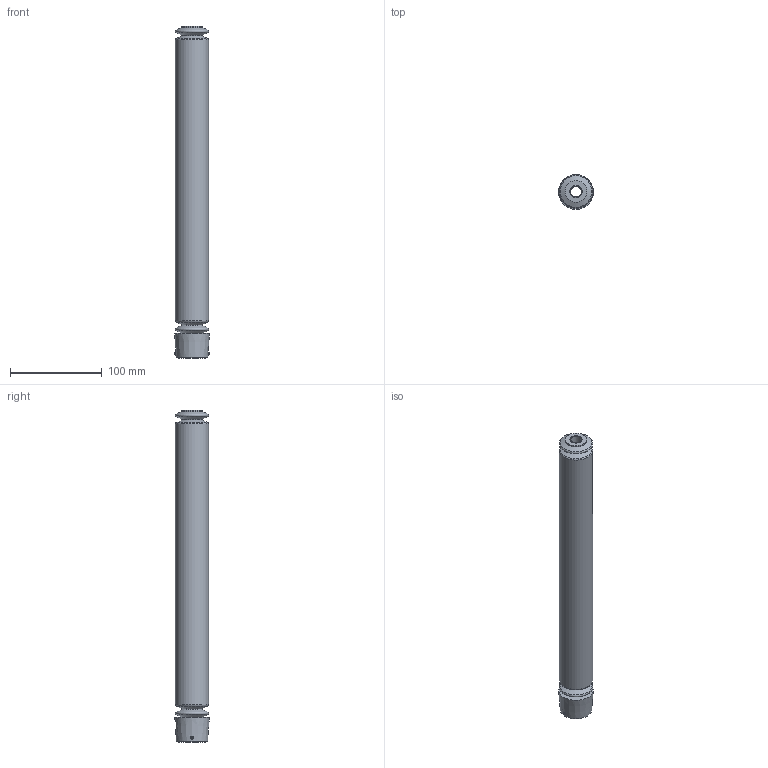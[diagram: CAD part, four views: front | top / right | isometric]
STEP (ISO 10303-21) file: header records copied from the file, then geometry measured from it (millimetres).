
FILE_DESCRIPTION(/* description */ ('STEP AP214'),/* implementation_level */ '2;1');
FILE_NAME(/* name */ '553281_DADB-V6-32-S301-350',/* time_stamp */ '2024-08-12T15:43:44+02:00',/* author */ ('License CC BY-ND 4.0'),/* organization */ ('CADENAS'),/* preprocessor_version */ 'ST-DEVELOPER v19.3',/* originating_system */ 'PARTsolutions',/* authorisation */ ' ');
FILE_SCHEMA (('AUTOMOTIVE_DESIGN {1 0 10303 214 3 1 1}'));
Length unit declared in the file: millimetre
Products named in the file (1): 553281 DADB-V6-32-S301-350---(334.30)
Bounding box: 38 x 38 x 362.84 mm (x, y, z)
Volume: 319861 mm3; surface area: 59827 mm2
Topology: 1 solids, 1 shells, 48 faces, 106 edges, 64 vertices
Faces by surface type: plane 15, cone 14, torus 10, cylinder 9
Full cylindrical faces by diameter (mm): 3 x2, 8.566 x1, 12 x1, 24 x1, 30 x1, 36.5 x1
Entity records: 1559 total; most frequent: CARTESIAN_POINT 267, DIRECTION 200, ORIENTED_EDGE 148, AXIS2_PLACEMENT_3D 92, EDGE_LOOP 84, FACE_BOUND 84, EDGE_CURVE 74, VERTEX_POINT 60
